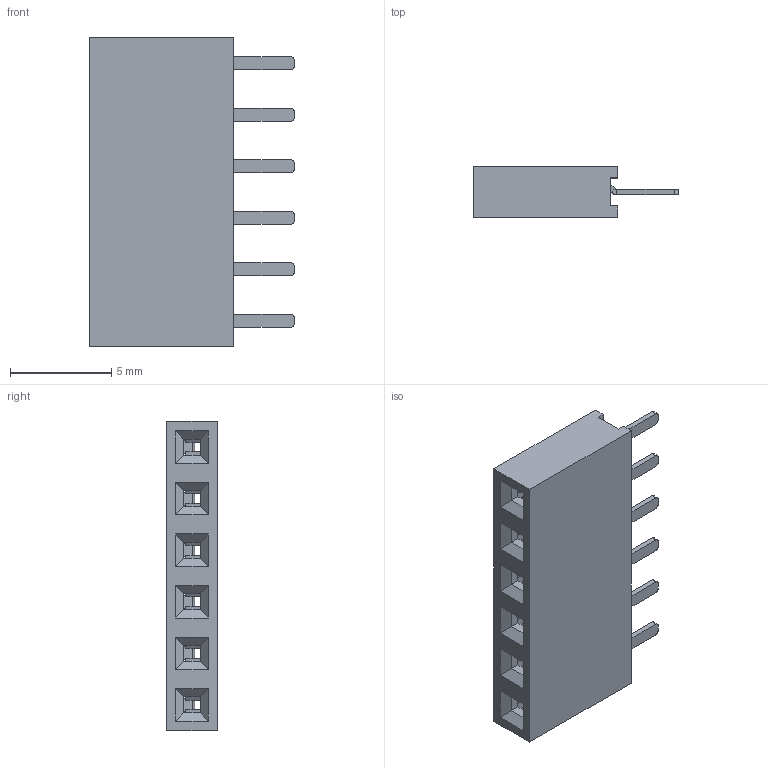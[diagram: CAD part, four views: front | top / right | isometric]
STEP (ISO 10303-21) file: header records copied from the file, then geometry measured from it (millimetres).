
FILE_DESCRIPTION(/* description */ (''),/* implementation_level */ '2;1');
FILE_NAME(/* name */ '624-06-1-10-xx.stp',/* time_stamp */ '2025-05-27T11:56:17+08:00',/* author */ (''),/* organization */ (''),/* preprocessor_version */ 'ST-DEVELOPER v15',/* originating_system */ 'SIEMENS PLM Software NX 9.0',/* authorisation */ '');
FILE_SCHEMA (('AP203_CONFIGURATION_CONTROLLED_3D_DESIGN_OF_MECHANICAL_PARTS_AND_ASSEMBLIES_MIM_LF { 1 0 10303 403 2 1 2}'));
Length unit declared in the file: millimetre
Products named in the file (1): 624-06-1-10-xx
Bounding box: 10.1 x 2.5 x 15.24 mm (x, y, z)
Volume: 188.6 mm3; surface area: 861.6 mm2
Topology: 7 solids, 7 shells, 970 faces, 2328 edges, 1372 vertices
Faces by surface type: plane 634, cylinder 276, bspline 60
Entity records: 29366 total; most frequent: CARTESIAN_POINT 7041, ORIENTED_EDGE 4656, DIRECTION 4528, EDGE_CURVE 2328, LINE 1674, VECTOR 1674, AXIS2_PLACEMENT_3D 1427, VERTEX_POINT 1372
